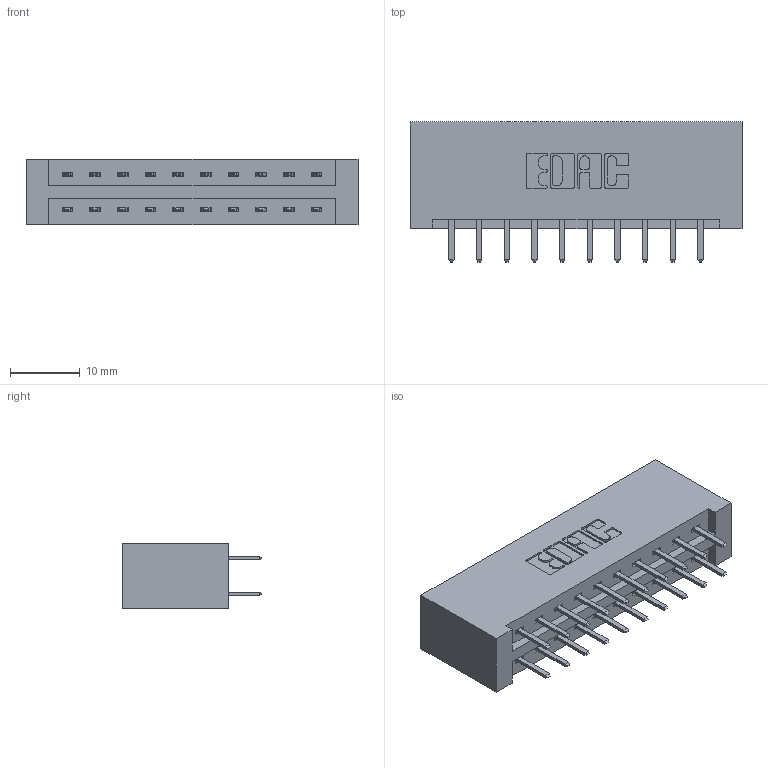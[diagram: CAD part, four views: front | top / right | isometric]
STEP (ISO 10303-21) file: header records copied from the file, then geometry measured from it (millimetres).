
FILE_DESCRIPTION (( 'STEP AP203' ), '1' );
FILE_NAME ('337-020-520-201.STEP', '2019-10-08T13:43:14', ( '' ), ( '' ), 'SwSTEP 2.0', 'SolidWorks 2016', '' );
FILE_SCHEMA (( 'CONFIG_CONTROL_DESIGN' ));
Length unit declared in the file: inch
Products named in the file (3): 337-020-520-201; 337 Part_No Mounting Lugs; 345-292-001_345-293-120
Assembly tree (21 placements, depth 2):
  337-020-520-201
    337 Part_No Mounting Lugs
    345-292-001_345-293-120  x20
Bounding box: 47.5 x 20.02 x 9.4 mm (x, y, z)
Volume: 5331.7 mm3; surface area: 5747.7 mm2
Topology: 21 solids, 21 shells, 1266 faces, 3667 edges, 2390 vertices
Faces by surface type: plane 866, cylinder 400
Entity records: 11729 total; most frequent: CARTESIAN_POINT 2014, ORIENTED_EDGE 1938, DIRECTION 1753, EDGE_CURVE 969, VECTOR 845, LINE 845, VERTEX_POINT 642, AXIS2_PLACEMENT_3D 454
